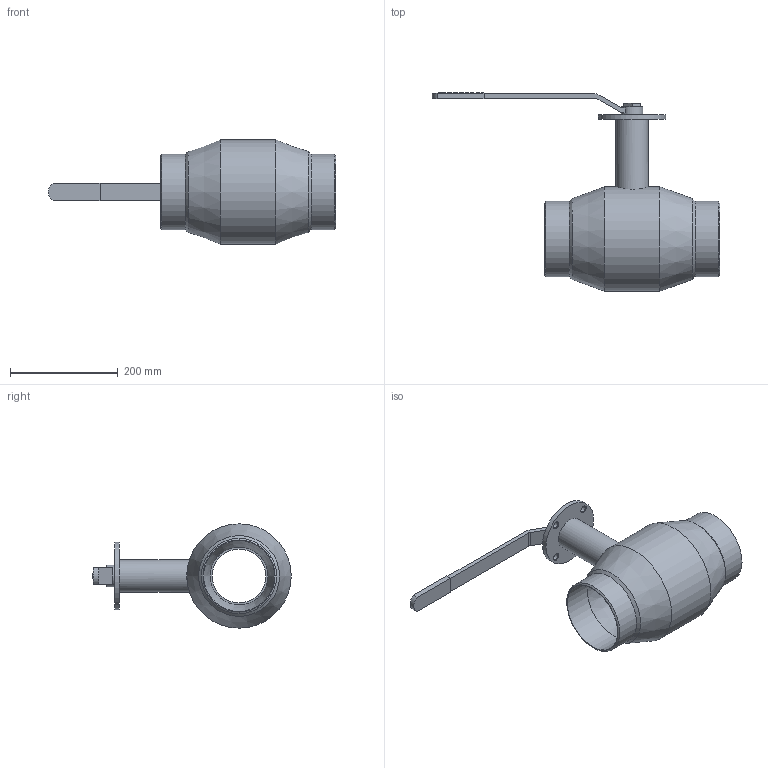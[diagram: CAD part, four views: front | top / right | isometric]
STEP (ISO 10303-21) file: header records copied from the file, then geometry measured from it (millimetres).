
FILE_DESCRIPTION((''),'2;1');
FILE_NAME('AT3590S-125.stp','2016-02-12T10:37:48',('Przemo'),(''),'Autodesk Inventor 2012','Autodesk Inventor 2012','');
FILE_SCHEMA(('AUTOMOTIVE_DESIGN { 1 0 10303 214 1 1 1 1 }'));
Length unit declared in the file: millimetre
Products named in the file (1): Część1
Bounding box: 533.5 x 368.35 x 193.7 mm (x, y, z)
Volume: 4531683.6 mm3; surface area: 382313.5 mm2
Topology: 1 solids, 1 shells, 204 faces, 511 edges, 337 vertices
Faces by surface type: plane 139, bspline 31, cylinder 22, cone 12
Full cylindrical faces by diameter (mm): 12 x4, 40 x1, 60 x2, 70 x1, 100 x1, 125 x1, 131.7 x2, 139.7 x2, 193.7 x1
Entity records: 6328 total; most frequent: CARTESIAN_POINT 1479, ORIENTED_EDGE 952, DIRECTION 818, EDGE_CURVE 476, VECTOR 356, LINE 356, VERTEX_POINT 330, EDGE_LOOP 270
